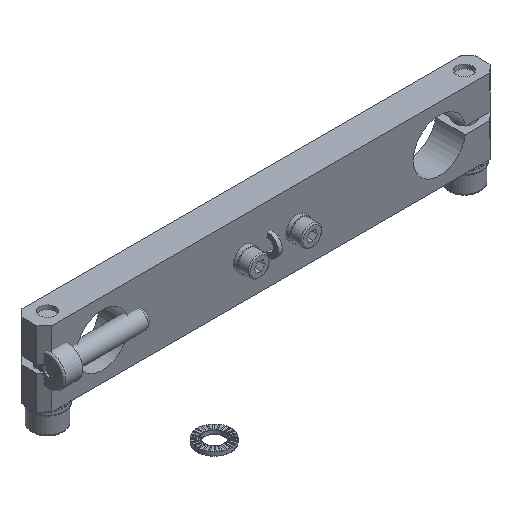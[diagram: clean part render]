
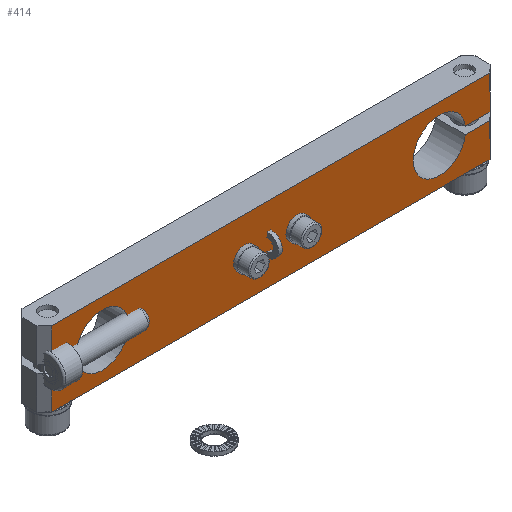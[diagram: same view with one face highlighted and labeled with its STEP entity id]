
A CAD part, isometric view. The second image highlights one B-rep face of the part: STEP entity #414.
In plain terms, the highlighted planar face has unit normal (0, -1, 0).
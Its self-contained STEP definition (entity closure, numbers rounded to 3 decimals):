
#414 = ADVANCED_FACE( '', ( #1007, #1008, #1009 ), #1010, .F. );
#1007 = FACE_BOUND( '', #1795, .T. );
#1008 = FACE_BOUND( '', #1796, .T. );
#1009 = FACE_OUTER_BOUND( '', #1797, .T. );
#1010 = PLANE( '', #1798 );
#1795 = EDGE_LOOP( '', ( #3089 ) );
#1796 = EDGE_LOOP( '', ( #3090 ) );
#1797 = EDGE_LOOP( '', ( #3091, #3092, #3093, #3094, #3095, #3096, #3097, #3098, #3099, #3100, #3101, #3102 ) );
#1798 = AXIS2_PLACEMENT_3D( '', #3103, #3104, #3105 );
#3089 = ORIENTED_EDGE( '', *, *, #5180, .T. );
#3090 = ORIENTED_EDGE( '', *, *, #5188, .T. );
#3091 = ORIENTED_EDGE( '', *, *, #4978, .F. );
#3092 = ORIENTED_EDGE( '', *, *, #4910, .T. );
#3093 = ORIENTED_EDGE( '', *, *, #5189, .F. );
#3094 = ORIENTED_EDGE( '', *, *, #5190, .T. );
#3095 = ORIENTED_EDGE( '', *, *, #5191, .F. );
#3096 = ORIENTED_EDGE( '', *, *, #5192, .T. );
#3097 = ORIENTED_EDGE( '', *, *, #5193, .F. );
#3098 = ORIENTED_EDGE( '', *, *, #4822, .T. );
#3099 = ORIENTED_EDGE( '', *, *, #5194, .F. );
#3100 = ORIENTED_EDGE( '', *, *, #5195, .T. );
#3101 = ORIENTED_EDGE( '', *, *, #4837, .F. );
#3102 = ORIENTED_EDGE( '', *, *, #4790, .T. );
#3103 = CARTESIAN_POINT( '', ( -60.5, 0., 10. ) );
#3104 = DIRECTION( '', ( 0., 1., 0. ) );
#3105 = DIRECTION( '', ( 0., 0., 1. ) );
#4790 = EDGE_CURVE( '', #5771, #5775, #5777, .T. );
#4822 = EDGE_CURVE( '', #5833, #5830, #5834, .T. );
#4837 = EDGE_CURVE( '', #5771, #5859, #5860, .T. );
#4910 = EDGE_CURVE( '', #5988, #5985, #5989, .T. );
#4978 = EDGE_CURVE( '', #5988, #5775, #6105, .T. );
#5180 = EDGE_CURVE( '', #6453, #6453, #6454, .T. );
#5188 = EDGE_CURVE( '', #6464, #6464, #6465, .T. );
#5189 = EDGE_CURVE( '', #6466, #5985, #6467, .T. );
#5190 = EDGE_CURVE( '', #6466, #6468, #6469, .T. );
#5191 = EDGE_CURVE( '', #6470, #6468, #6471, .T. );
#5192 = EDGE_CURVE( '', #6470, #6472, #6473, .T. );
#5193 = EDGE_CURVE( '', #5833, #6472, #6474, .T. );
#5194 = EDGE_CURVE( '', #6475, #5830, #6476, .T. );
#5195 = EDGE_CURVE( '', #6475, #5859, #6477, .T. );
#5771 = VERTEX_POINT( '', #7269 );
#5775 = VERTEX_POINT( '', #7274 );
#5777 = CIRCLE( '', #7277, 7. );
#5830 = VERTEX_POINT( '', #7345 );
#5833 = VERTEX_POINT( '', #7349 );
#5834 = LINE( '', #7350, #7351 );
#5859 = VERTEX_POINT( '', #7382 );
#5860 = LINE( '', #7383, #7384 );
#5985 = VERTEX_POINT( '', #7549 );
#5988 = VERTEX_POINT( '', #7553 );
#5989 = LINE( '', #7554, #7555 );
#6105 = LINE( '', #7711, #7712 );
#6453 = VERTEX_POINT( '', #8162 );
#6454 = CIRCLE( '', #8163, 1.6 );
#6464 = VERTEX_POINT( '', #8176 );
#6465 = CIRCLE( '', #8177, 1.6 );
#6466 = VERTEX_POINT( '', #8178 );
#6467 = LINE( '', #8179, #8180 );
#6468 = VERTEX_POINT( '', #8181 );
#6469 = LINE( '', #8182, #8183 );
#6470 = VERTEX_POINT( '', #8184 );
#6471 = LINE( '', #8185, #8186 );
#6472 = VERTEX_POINT( '', #8187 );
#6473 = CIRCLE( '', #8188, 7. );
#6474 = LINE( '', #8189, #8190 );
#6475 = VERTEX_POINT( '', #8191 );
#6476 = LINE( '', #8192, #8193 );
#6477 = LINE( '', #8194, #8195 );
#7269 = CARTESIAN_POINT( '', ( 51.928, 0., -1. ) );
#7274 = CARTESIAN_POINT( '', ( 51.928, 0., 1. ) );
#7277 = AXIS2_PLACEMENT_3D( '', #9075, #9076, #9077 );
#7345 = CARTESIAN_POINT( '', ( -58.5, 0., -10. ) );
#7349 = CARTESIAN_POINT( '', ( -58.5, 0., -1. ) );
#7350 = CARTESIAN_POINT( '', ( -58.5, 0., 10. ) );
#7351 = VECTOR( '', #9118, 1000. );
#7382 = CARTESIAN_POINT( '', ( 58.5, 0., -1. ) );
#7383 = CARTESIAN_POINT( '', ( -60.5, 0., -1. ) );
#7384 = VECTOR( '', #9140, 1000. );
#7549 = CARTESIAN_POINT( '', ( 58.5, 0., 10. ) );
#7553 = CARTESIAN_POINT( '', ( 58.5, 0., 1. ) );
#7554 = CARTESIAN_POINT( '', ( 58.5, 0., 10. ) );
#7555 = VECTOR( '', #9230, 1000. );
#7711 = CARTESIAN_POINT( '', ( -60.5, 0., 1. ) );
#7712 = VECTOR( '', #9313, 1000. );
#8162 = CARTESIAN_POINT( '', ( -7., 0., 1.6 ) );
#8163 = AXIS2_PLACEMENT_3D( '', #9671, #9672, #9673 );
#8176 = CARTESIAN_POINT( '', ( 7., 0., 1.6 ) );
#8177 = AXIS2_PLACEMENT_3D( '', #9680, #9681, #9682 );
#8178 = CARTESIAN_POINT( '', ( -58.5, 0., 10. ) );
#8179 = CARTESIAN_POINT( '', ( -60.5, 0., 10. ) );
#8180 = VECTOR( '', #9683, 1000. );
#8181 = CARTESIAN_POINT( '', ( -58.5, 0., 1. ) );
#8182 = CARTESIAN_POINT( '', ( -58.5, 0., 10. ) );
#8183 = VECTOR( '', #9684, 1000. );
#8184 = CARTESIAN_POINT( '', ( -51.928, 0., 1. ) );
#8185 = CARTESIAN_POINT( '', ( -60.5, 0., 1. ) );
#8186 = VECTOR( '', #9685, 1000. );
#8187 = CARTESIAN_POINT( '', ( -51.928, 0., -1. ) );
#8188 = AXIS2_PLACEMENT_3D( '', #9686, #9687, #9688 );
#8189 = CARTESIAN_POINT( '', ( -60.5, 0., -1. ) );
#8190 = VECTOR( '', #9689, 1000. );
#8191 = CARTESIAN_POINT( '', ( 58.5, 0., -10. ) );
#8192 = CARTESIAN_POINT( '', ( 60.5, 0., -10. ) );
#8193 = VECTOR( '', #9690, 1000. );
#8194 = CARTESIAN_POINT( '', ( 58.5, 0., 10. ) );
#8195 = VECTOR( '', #9691, 1000. );
#9075 = CARTESIAN_POINT( '', ( 45., 0., 0. ) );
#9076 = DIRECTION( '', ( 0., 1., 0. ) );
#9077 = DIRECTION( '', ( 0., 0., 1. ) );
#9118 = DIRECTION( '', ( 0., 0., -1. ) );
#9140 = DIRECTION( '', ( 1., 0., 0. ) );
#9230 = DIRECTION( '', ( 0., 0., 1. ) );
#9313 = DIRECTION( '', ( -1., 0., 0. ) );
#9671 = CARTESIAN_POINT( '', ( -7., 0., 0. ) );
#9672 = DIRECTION( '', ( 0., 1., 0. ) );
#9673 = DIRECTION( '', ( 0., 0., 1. ) );
#9680 = CARTESIAN_POINT( '', ( 7., 0., 0. ) );
#9681 = DIRECTION( '', ( 0., 1., 0. ) );
#9682 = DIRECTION( '', ( 0., 0., 1. ) );
#9683 = DIRECTION( '', ( 1., 0., 0. ) );
#9684 = DIRECTION( '', ( 0., 0., -1. ) );
#9685 = DIRECTION( '', ( -1., 0., 0. ) );
#9686 = CARTESIAN_POINT( '', ( -45., 0., 0. ) );
#9687 = DIRECTION( '', ( 0., 1., 0. ) );
#9688 = DIRECTION( '', ( 0., 0., 1. ) );
#9689 = DIRECTION( '', ( 1., 0., 0. ) );
#9690 = DIRECTION( '', ( -1., 0., 0. ) );
#9691 = DIRECTION( '', ( 0., 0., 1. ) );
